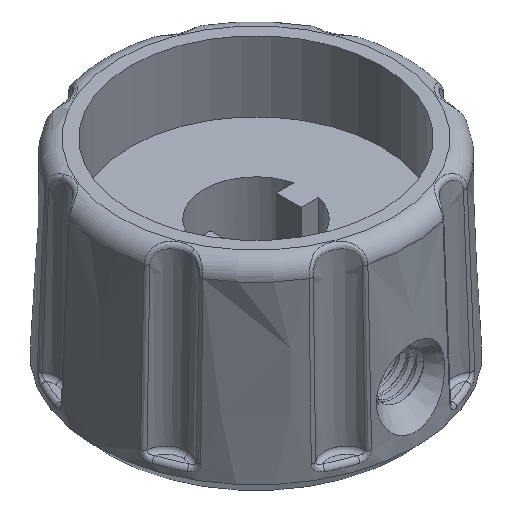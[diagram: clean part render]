
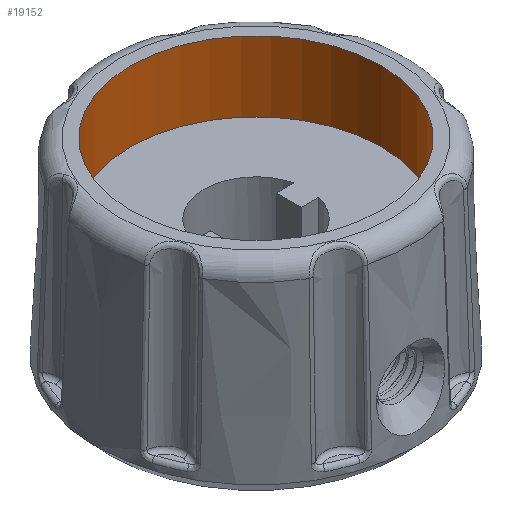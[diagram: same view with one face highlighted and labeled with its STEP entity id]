
A CAD part, isometric view. The second image highlights one B-rep face of the part: STEP entity #19152.
In plain terms, the highlighted cylindrical face has radius 7.5 mm (diameter 15 mm), a full revolution.
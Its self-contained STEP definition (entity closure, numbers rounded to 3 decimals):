
#1588 = PLANE('',#1589);
#1589 = AXIS2_PLACEMENT_3D('',#1590,#1591,#1592);
#1590 = CARTESIAN_POINT('',(0.,0.,7.9));
#1591 = DIRECTION('',(0.,0.,1.));
#1592 = DIRECTION('',(1.,0.,0.));
#12426 = EDGE_CURVE('',#12427,#12427,#12429,.T.);
#12427 = VERTEX_POINT('',#12428);
#12428 = CARTESIAN_POINT('',(7.5,0.,7.9));
#12429 = SURFACE_CURVE('',#12430,(#12435,#12442),.PCURVE_S1.);
#12430 = CIRCLE('',#12431,7.5);
#12431 = AXIS2_PLACEMENT_3D('',#12432,#12433,#12434);
#12432 = CARTESIAN_POINT('',(0.,0.,7.9));
#12433 = DIRECTION('',(0.,0.,1.));
#12434 = DIRECTION('',(1.,0.,0.));
#12435 = PCURVE('',#1588,#12436);
#12436 = DEFINITIONAL_REPRESENTATION('',(#12437),#12441);
#12437 = CIRCLE('',#12438,7.5);
#12438 = AXIS2_PLACEMENT_2D('',#12439,#12440);
#12439 = CARTESIAN_POINT('',(0.,0.));
#12440 = DIRECTION('',(1.,0.));
#12441 = ( GEOMETRIC_REPRESENTATION_CONTEXT(2) 
PARAMETRIC_REPRESENTATION_CONTEXT() REPRESENTATION_CONTEXT('2D SPACE',''
  ) );
#12442 = PCURVE('',#12443,#12448);
#12443 = CYLINDRICAL_SURFACE('',#12444,7.5);
#12444 = AXIS2_PLACEMENT_3D('',#12445,#12446,#12447);
#12445 = CARTESIAN_POINT('',(0.,0.,12.1));
#12446 = DIRECTION('',(0.,0.,1.));
#12447 = DIRECTION('',(1.,0.,0.));
#12448 = DEFINITIONAL_REPRESENTATION('',(#12449),#12453);
#12449 = LINE('',#12450,#12451);
#12450 = CARTESIAN_POINT('',(0.,-4.2));
#12451 = VECTOR('',#12452,1.);
#12452 = DIRECTION('',(1.,0.));
#12453 = ( GEOMETRIC_REPRESENTATION_CONTEXT(2) 
PARAMETRIC_REPRESENTATION_CONTEXT() REPRESENTATION_CONTEXT('2D SPACE',''
  ) );
#19152 = ADVANCED_FACE('',(#19153),#12443,.F.);
#19153 = FACE_BOUND('',#19154,.F.);
#19154 = EDGE_LOOP('',(#19155,#19178,#19179,#19180));
#19155 = ORIENTED_EDGE('',*,*,#19156,.T.);
#19156 = EDGE_CURVE('',#19157,#12427,#19159,.T.);
#19157 = VERTEX_POINT('',#19158);
#19158 = CARTESIAN_POINT('',(7.5,0.,12.1));
#19159 = SEAM_CURVE('',#19160,(#19164,#19171),.PCURVE_S1.);
#19160 = LINE('',#19161,#19162);
#19161 = CARTESIAN_POINT('',(7.5,0.,12.1));
#19162 = VECTOR('',#19163,1.);
#19163 = DIRECTION('',(-0.,-0.,-1.));
#19164 = PCURVE('',#12443,#19165);
#19165 = DEFINITIONAL_REPRESENTATION('',(#19166),#19170);
#19166 = LINE('',#19167,#19168);
#19167 = CARTESIAN_POINT('',(0.,0.));
#19168 = VECTOR('',#19169,1.);
#19169 = DIRECTION('',(0.,-1.));
#19170 = ( GEOMETRIC_REPRESENTATION_CONTEXT(2) 
PARAMETRIC_REPRESENTATION_CONTEXT() REPRESENTATION_CONTEXT('2D SPACE',''
  ) );
#19171 = PCURVE('',#12443,#19172);
#19172 = DEFINITIONAL_REPRESENTATION('',(#19173),#19177);
#19173 = LINE('',#19174,#19175);
#19174 = CARTESIAN_POINT('',(6.283,0.));
#19175 = VECTOR('',#19176,1.);
#19176 = DIRECTION('',(0.,-1.));
#19177 = ( GEOMETRIC_REPRESENTATION_CONTEXT(2) 
PARAMETRIC_REPRESENTATION_CONTEXT() REPRESENTATION_CONTEXT('2D SPACE',''
  ) );
#19178 = ORIENTED_EDGE('',*,*,#12426,.T.);
#19179 = ORIENTED_EDGE('',*,*,#19156,.F.);
#19180 = ORIENTED_EDGE('',*,*,#19181,.F.);
#19181 = EDGE_CURVE('',#19157,#19157,#19182,.T.);
#19182 = SURFACE_CURVE('',#19183,(#19188,#19195),.PCURVE_S1.);
#19183 = CIRCLE('',#19184,7.5);
#19184 = AXIS2_PLACEMENT_3D('',#19185,#19186,#19187);
#19185 = CARTESIAN_POINT('',(0.,0.,12.1));
#19186 = DIRECTION('',(0.,0.,1.));
#19187 = DIRECTION('',(1.,0.,0.));
#19188 = PCURVE('',#12443,#19189);
#19189 = DEFINITIONAL_REPRESENTATION('',(#19190),#19194);
#19190 = LINE('',#19191,#19192);
#19191 = CARTESIAN_POINT('',(0.,0.));
#19192 = VECTOR('',#19193,1.);
#19193 = DIRECTION('',(1.,0.));
#19194 = ( GEOMETRIC_REPRESENTATION_CONTEXT(2) 
PARAMETRIC_REPRESENTATION_CONTEXT() REPRESENTATION_CONTEXT('2D SPACE',''
  ) );
#19195 = PCURVE('',#19196,#19201);
#19196 = PLANE('',#19197);
#19197 = AXIS2_PLACEMENT_3D('',#19198,#19199,#19200);
#19198 = CARTESIAN_POINT('',(0.,0.,12.1));
#19199 = DIRECTION('',(0.,0.,1.));
#19200 = DIRECTION('',(1.,0.,0.));
#19201 = DEFINITIONAL_REPRESENTATION('',(#19202),#19206);
#19202 = CIRCLE('',#19203,7.5);
#19203 = AXIS2_PLACEMENT_2D('',#19204,#19205);
#19204 = CARTESIAN_POINT('',(0.,0.));
#19205 = DIRECTION('',(1.,0.));
#19206 = ( GEOMETRIC_REPRESENTATION_CONTEXT(2) 
PARAMETRIC_REPRESENTATION_CONTEXT() REPRESENTATION_CONTEXT('2D SPACE',''
  ) );
